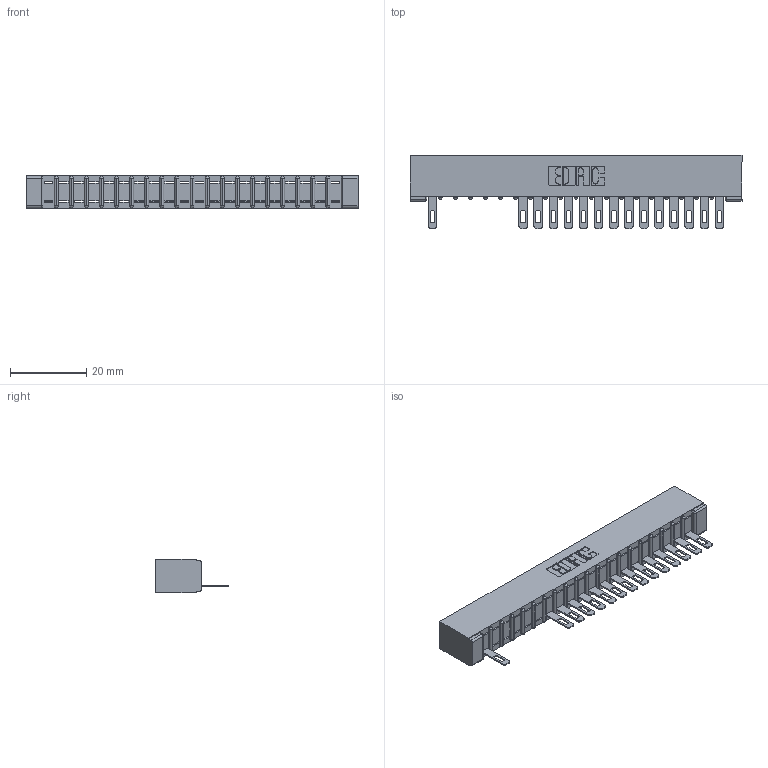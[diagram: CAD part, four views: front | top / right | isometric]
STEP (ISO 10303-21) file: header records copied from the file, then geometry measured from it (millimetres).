
FILE_DESCRIPTION (( 'STEP AP203' ), '1' );
FILE_NAME ('357-020-505-101.STEP', '2018-08-08T07:11:26', ( '' ), ( '' ), 'SwSTEP 2.0', 'SolidWorks 2016', '' );
FILE_SCHEMA (( 'CONFIG_CONTROL_DESIGN' ));
Length unit declared in the file: inch
Products named in the file (3): 307 Part_No Mounting Lugs; 307-290-001_505; 357-020-505-101
Assembly tree (16 placements, depth 2):
  357-020-505-101
    307 Part_No Mounting Lugs
    307-290-001_505  x15
Bounding box: 87.12 x 19.18 x 8.71 mm (x, y, z)
Volume: 5652 mm3; surface area: 8680.6 mm2
Topology: 16 solids, 16 shells, 1071 faces, 3049 edges, 1954 vertices
Faces by surface type: plane 666, cylinder 363, sphere 42
Entity records: 19394 total; most frequent: CARTESIAN_POINT 3279, ORIENTED_EDGE 3270, DIRECTION 3197, EDGE_CURVE 1635, LINE 1245, VECTOR 1245, VERTEX_POINT 1058, AXIS2_PLACEMENT_3D 976
